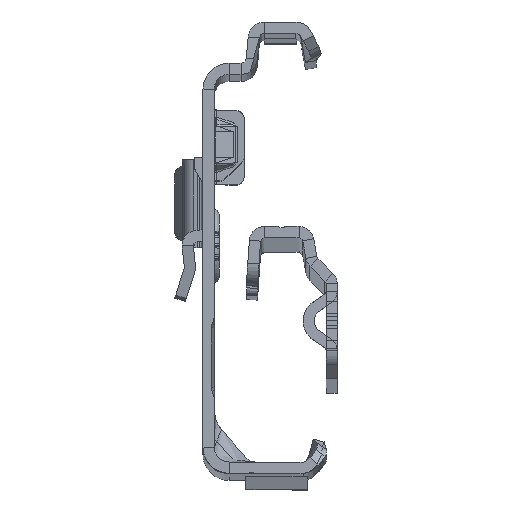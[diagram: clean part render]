
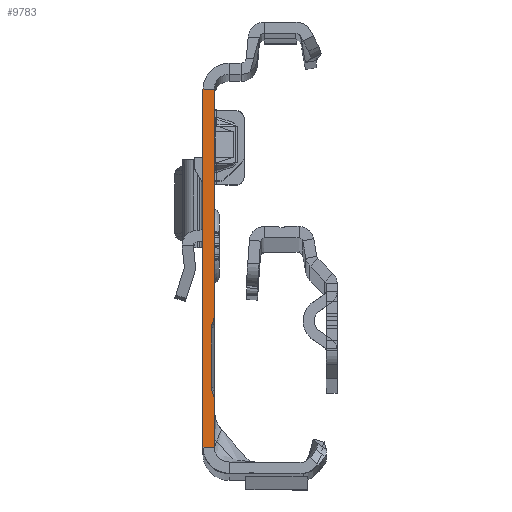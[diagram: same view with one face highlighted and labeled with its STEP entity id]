
A CAD part, top view. The second image highlights one B-rep face of the part: STEP entity #9783.
In plain terms, the highlighted planar face has unit normal (0, 0, 1).
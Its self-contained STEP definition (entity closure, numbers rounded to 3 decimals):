
#209 = CARTESIAN_POINT ( 'NONE',  ( -2.5, -19.499, 0. ) ) ;
#1050 = CARTESIAN_POINT ( 'NONE',  ( -1.5, 24.135, 0. ) ) ;
#1056 = ORIENTED_EDGE ( 'NONE', *, *, #19572, .F. ) ;
#1106 = CARTESIAN_POINT ( 'NONE',  ( -0.4, -9.865, 0. ) ) ;
#1597 = DIRECTION ( 'NONE',  ( 0., -1., 0. ) ) ;
#1731 = EDGE_CURVE ( 'NONE', #22948, #10921, #6635, .T. ) ;
#1918 = EDGE_CURVE ( 'NONE', #23871, #23556, #24889, .T. ) ;
#2158 = EDGE_CURVE ( 'NONE', #16753, #22948, #11414, .T. ) ;
#2233 = CARTESIAN_POINT ( 'NONE',  ( 0.6, -17.865, 0. ) ) ;
#2405 = DIRECTION ( 'NONE',  ( -1., 0., 0. ) ) ;
#3800 = EDGE_CURVE ( 'NONE', #23556, #21366, #12787, .T. ) ;
#4819 = DIRECTION ( 'NONE',  ( 0., 0., -1. ) ) ;
#5122 = CARTESIAN_POINT ( 'NONE',  ( -0.234, -18.442, 0. ) ) ;
#5231 = DIRECTION ( 'NONE',  ( -1., 0., 0. ) ) ;
#5244 = AXIS2_PLACEMENT_3D ( 'NONE', #18517, #14879, #16694 ) ;
#5455 = VECTOR ( 'NONE', #22435, 1000. ) ;
#5527 = CARTESIAN_POINT ( 'NONE',  ( -0.234, -18.442, 0. ) ) ;
#5649 = CARTESIAN_POINT ( 'NONE',  ( 0., -25.865, 0. ) ) ;
#6024 = ORIENTED_EDGE ( 'NONE', *, *, #2158, .F. ) ;
#6617 = ORIENTED_EDGE ( 'NONE', *, *, #16290, .F. ) ;
#6635 = CIRCLE ( 'NONE', #10172, 2.5 ) ;
#6941 = AXIS2_PLACEMENT_3D ( 'NONE', #209, #16883, #18973 ) ;
#7082 = VECTOR ( 'NONE', #8940, 1000. ) ;
#7411 = CARTESIAN_POINT ( 'NONE',  ( -0.234, -9.288, 0. ) ) ;
#8194 = ORIENTED_EDGE ( 'NONE', *, *, #26992, .T. ) ;
#8325 = VERTEX_POINT ( 'NONE', #8573 ) ;
#8476 = EDGE_CURVE ( 'NONE', #10921, #17887, #16007, .T. ) ;
#8488 = DIRECTION ( 'NONE',  ( 0., -1., 0. ) ) ;
#8573 = CARTESIAN_POINT ( 'NONE',  ( -0.306, -18.288, 0. ) ) ;
#8886 = VECTOR ( 'NONE', #18638, 1000. ) ;
#8940 = DIRECTION ( 'NONE',  ( 0., -1., 0. ) ) ;
#9587 = CIRCLE ( 'NONE', #6941, 2.5 ) ;
#9783 = ADVANCED_FACE ( 'NONE', ( #22886 ), #14433, .T. ) ;
#10074 = LINE ( 'NONE', #14223, #25182 ) ;
#10164 = CARTESIAN_POINT ( 'NONE',  ( 0., 22.135, 0. ) ) ;
#10172 = AXIS2_PLACEMENT_3D ( 'NONE', #21735, #4819, #5231 ) ;
#10698 = DIRECTION ( 'NONE',  ( 1., 0., 0. ) ) ;
#10921 = VERTEX_POINT ( 'NONE', #17485 ) ;
#10952 = CIRCLE ( 'NONE', #23337, 1. ) ;
#10962 = DIRECTION ( 'NONE',  ( 0., 0., 1. ) ) ;
#11414 = LINE ( 'NONE', #21703, #7082 ) ;
#11682 = CARTESIAN_POINT ( 'NONE',  ( -0.306, -9.443, 0. ) ) ;
#11969 = CARTESIAN_POINT ( 'NONE',  ( -1.5, 22.135, 0. ) ) ;
#12315 = VERTEX_POINT ( 'NONE', #11969 ) ;
#12408 = DIRECTION ( 'NONE',  ( 0., -1., 0. ) ) ;
#12522 = CARTESIAN_POINT ( 'NONE',  ( 0., -25.865, 0. ) ) ;
#12643 = ORIENTED_EDGE ( 'NONE', *, *, #1918, .F. ) ;
#12779 = EDGE_CURVE ( 'NONE', #17887, #20116, #27353, .T. ) ;
#12787 = LINE ( 'NONE', #12522, #27006 ) ;
#13604 = CARTESIAN_POINT ( 'NONE',  ( 0., 22.135, 0. ) ) ;
#13665 = LINE ( 'NONE', #1050, #20801 ) ;
#14223 = CARTESIAN_POINT ( 'NONE',  ( -0.4, -9.865, 0. ) ) ;
#14433 = PLANE ( 'NONE',  #23884 ) ;
#14720 = LINE ( 'NONE', #10164, #8886 ) ;
#14879 = DIRECTION ( 'NONE',  ( 0., 0., 1. ) ) ;
#15282 = ORIENTED_EDGE ( 'NONE', *, *, #22430, .F. ) ;
#15345 = CARTESIAN_POINT ( 'NONE',  ( -0.4, -17.865, 0. ) ) ;
#15724 = DIRECTION ( 'NONE',  ( -0.423, -0.906, 0. ) ) ;
#16007 = LINE ( 'NONE', #7411, #25031 ) ;
#16290 = EDGE_CURVE ( 'NONE', #8325, #22822, #24500, .T. ) ;
#16694 = DIRECTION ( 'NONE',  ( -1., 0., 0. ) ) ;
#16753 = VERTEX_POINT ( 'NONE', #13604 ) ;
#16883 = DIRECTION ( 'NONE',  ( 0., 0., -1. ) ) ;
#17485 = CARTESIAN_POINT ( 'NONE',  ( -0.234, -9.288, 0. ) ) ;
#17584 = ORIENTED_EDGE ( 'NONE', *, *, #1731, .F. ) ;
#17758 = CARTESIAN_POINT ( 'NONE',  ( -1.5, -25.865, 0. ) ) ;
#17887 = VERTEX_POINT ( 'NONE', #11682 ) ;
#18402 = CARTESIAN_POINT ( 'NONE',  ( 0., 24.135, 0. ) ) ;
#18517 = CARTESIAN_POINT ( 'NONE',  ( 0.6, -9.865, 0. ) ) ;
#18638 = DIRECTION ( 'NONE',  ( -1., 0., 0. ) ) ;
#18751 = EDGE_LOOP ( 'NONE', ( #17584, #6024, #8194, #18786, #26880, #12643, #1056, #6617, #15282, #19200, #22246, #20358 ) ) ;
#18786 = ORIENTED_EDGE ( 'NONE', *, *, #25842, .T. ) ;
#18973 = DIRECTION ( 'NONE',  ( 1., 0., 0. ) ) ;
#19200 = ORIENTED_EDGE ( 'NONE', *, *, #23653, .F. ) ;
#19572 = EDGE_CURVE ( 'NONE', #22822, #23871, #9587, .T. ) ;
#20116 = VERTEX_POINT ( 'NONE', #1106 ) ;
#20358 = ORIENTED_EDGE ( 'NONE', *, *, #8476, .F. ) ;
#20801 = VECTOR ( 'NONE', #26008, 1000. ) ;
#21366 = VERTEX_POINT ( 'NONE', #17758 ) ;
#21703 = CARTESIAN_POINT ( 'NONE',  ( 0., 24.135, 0. ) ) ;
#21735 = CARTESIAN_POINT ( 'NONE',  ( -2.5, -8.231, 0. ) ) ;
#22246 = ORIENTED_EDGE ( 'NONE', *, *, #12779, .F. ) ;
#22430 = EDGE_CURVE ( 'NONE', #23423, #8325, #10952, .T. ) ;
#22435 = DIRECTION ( 'NONE',  ( 0.423, -0.906, 0. ) ) ;
#22514 = CARTESIAN_POINT ( 'NONE',  ( 0., -8.231, 0. ) ) ;
#22822 = VERTEX_POINT ( 'NONE', #5122 ) ;
#22886 = FACE_OUTER_BOUND ( 'NONE', #18751, .T. ) ;
#22948 = VERTEX_POINT ( 'NONE', #22514 ) ;
#23158 = DIRECTION ( 'NONE',  ( 0., 0., 1. ) ) ;
#23337 = AXIS2_PLACEMENT_3D ( 'NONE', #2233, #10962, #10698 ) ;
#23423 = VERTEX_POINT ( 'NONE', #15345 ) ;
#23556 = VERTEX_POINT ( 'NONE', #5649 ) ;
#23653 = EDGE_CURVE ( 'NONE', #20116, #23423, #10074, .T. ) ;
#23871 = VERTEX_POINT ( 'NONE', #26671 ) ;
#23884 = AXIS2_PLACEMENT_3D ( 'NONE', #25248, #23158, #8488 ) ;
#24347 = VECTOR ( 'NONE', #1597, 1000. ) ;
#24500 = LINE ( 'NONE', #5527, #5455 ) ;
#24889 = LINE ( 'NONE', #18402, #24347 ) ;
#25031 = VECTOR ( 'NONE', #15724, 1000. ) ;
#25182 = VECTOR ( 'NONE', #12408, 1000. ) ;
#25248 = CARTESIAN_POINT ( 'NONE',  ( -1.5, 24.135, 0. ) ) ;
#25842 = EDGE_CURVE ( 'NONE', #12315, #21366, #13665, .T. ) ;
#26008 = DIRECTION ( 'NONE',  ( 0., -1., 0. ) ) ;
#26671 = CARTESIAN_POINT ( 'NONE',  ( 0., -19.499, 0. ) ) ;
#26880 = ORIENTED_EDGE ( 'NONE', *, *, #3800, .F. ) ;
#26992 = EDGE_CURVE ( 'NONE', #16753, #12315, #14720, .T. ) ;
#27006 = VECTOR ( 'NONE', #2405, 1000. ) ;
#27353 = CIRCLE ( 'NONE', #5244, 1. ) ;
